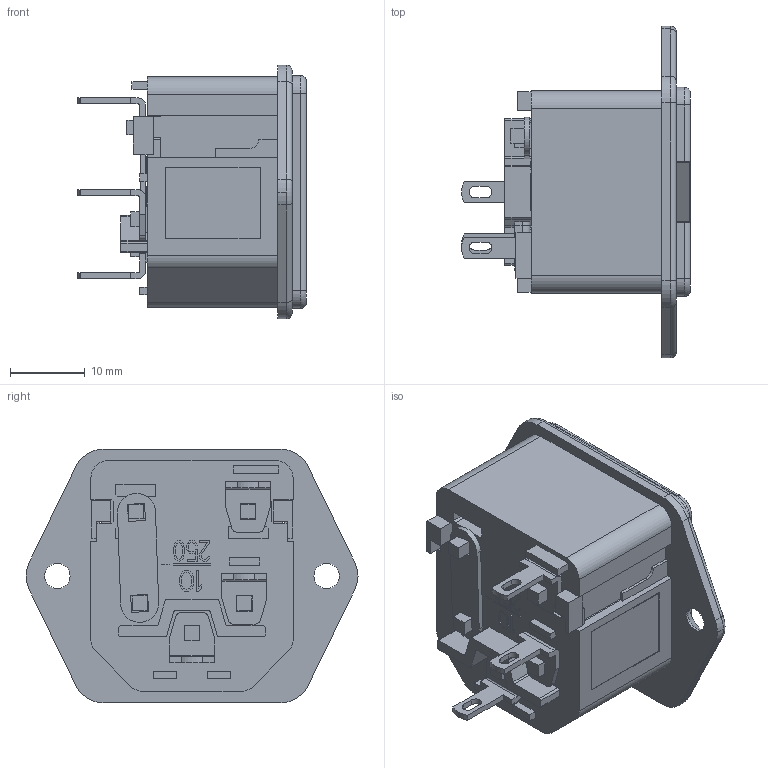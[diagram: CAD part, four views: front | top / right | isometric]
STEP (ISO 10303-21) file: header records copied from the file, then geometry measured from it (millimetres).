
FILE_DESCRIPTION(('STEP AP242'),'1');
FILE_NAME('pf0001-28.stp','2023-02-28T13:58:30',('TraceParts'),('TraceParts S.A.'),'Spatial InterOp 3D',' ',' ');
FILE_SCHEMA(('AP242_MANAGED_MODEL_BASED_3D_ENGINEERING_MIM_LF {1 0 10303 442 1 1 4}'));
Length unit declared in the file: millimetre
Products named in the file (1): pf0001-28
Bounding box: 30.58 x 44.4 x 33.91 mm (x, y, z)
Volume: 8434 mm3; surface area: 11309.8 mm2
Topology: 1 solids, 1 shells, 1220 faces, 3546 edges, 2342 vertices
Faces by surface type: plane 1092, cylinder 114, torus 10, cone 4
Entity records: 39717 total; most frequent: CARTESIAN_POINT 7149, ORIENTED_EDGE 7092, DIRECTION 6228, EDGE_CURVE 3546, LINE 3290, VECTOR 3290, VERTEX_POINT 2342, AXIS2_PLACEMENT_3D 1469
